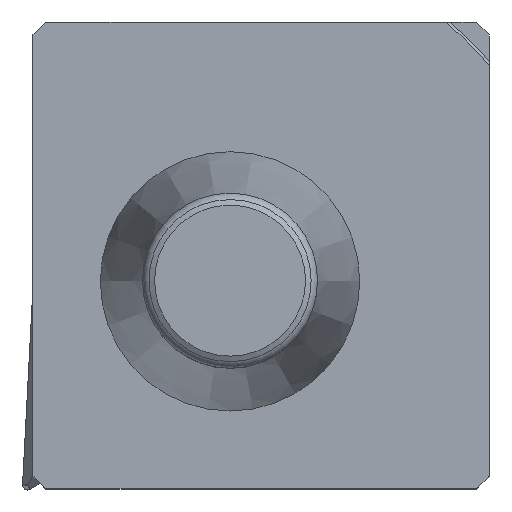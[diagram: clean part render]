
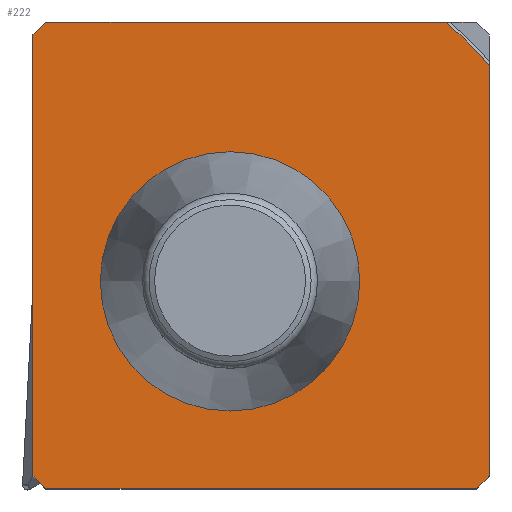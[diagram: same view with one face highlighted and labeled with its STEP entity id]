
A CAD part, top view. The second image highlights one B-rep face of the part: STEP entity #222.
In plain terms, the highlighted planar face has unit normal (0, 0, 1).
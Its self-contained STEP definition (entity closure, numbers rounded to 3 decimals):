
#97=FACE_BOUND('',#342,.T.);
#98=FACE_BOUND('',#343,.T.);
#173=CIRCLE('',#1059,13.);
#177=CIRCLE('',#1081,5.);
#222=ADVANCED_FACE('AL3_SU1',(#97,#98),#270,.T.);
#270=PLANE('',#1082);
#342=EDGE_LOOP('',(#515));
#343=EDGE_LOOP('',(#516,#517,#518,#519,#520,#521,#522,#523));
#515=ORIENTED_EDGE('',*,*,#776,.F.);
#516=ORIENTED_EDGE('',*,*,#750,.T.);
#517=ORIENTED_EDGE('',*,*,#774,.T.);
#518=ORIENTED_EDGE('',*,*,#771,.F.);
#519=ORIENTED_EDGE('',*,*,#775,.T.);
#520=ORIENTED_EDGE('',*,*,#761,.F.);
#521=ORIENTED_EDGE('',*,*,#770,.T.);
#522=ORIENTED_EDGE('',*,*,#736,.T.);
#523=ORIENTED_EDGE('',*,*,#757,.T.);
#649=VERTEX_POINT('',#1489);
#650=VERTEX_POINT('',#1491);
#661=VERTEX_POINT('',#1517);
#662=VERTEX_POINT('',#1519);
#666=VERTEX_POINT('',#1542);
#667=VERTEX_POINT('',#1543);
#669=VERTEX_POINT('',#1563);
#670=VERTEX_POINT('',#1564);
#671=VERTEX_POINT('',#1573);
#736=EDGE_CURVE('',#650,#649,#849,.T.);
#750=EDGE_CURVE('',#662,#661,#861,.T.);
#757=EDGE_CURVE('',#649,#662,#173,.T.);
#761=EDGE_CURVE('',#666,#667,#867,.T.);
#770=EDGE_CURVE('',#666,#650,#870,.T.);
#771=EDGE_CURVE('',#669,#670,#871,.T.);
#774=EDGE_CURVE('',#661,#670,#874,.T.);
#775=EDGE_CURVE('',#669,#667,#875,.T.);
#776=EDGE_CURVE('',#671,#671,#177,.T.);
#849=LINE('',#1490,#927);
#861=LINE('',#1518,#939);
#867=LINE('',#1541,#945);
#870=LINE('',#1560,#948);
#871=LINE('',#1562,#949);
#874=LINE('',#1568,#952);
#875=LINE('',#1570,#953);
#927=VECTOR('',#1189,1.);
#939=VECTOR('',#1209,1.);
#945=VECTOR('',#1233,1.);
#948=VECTOR('',#1262,1.);
#949=VECTOR('',#1265,1.);
#952=VECTOR('',#1270,1.);
#953=VECTOR('',#1273,1.);
#1059=AXIS2_PLACEMENT_3D('',#1533,#1221,#1222);
#1081=AXIS2_PLACEMENT_3D('',#1572,#1276,#1277);
#1082=AXIS2_PLACEMENT_3D('',#1574,#1278,#1279);
#1189=DIRECTION('',(0.,1.,0.));
#1209=DIRECTION('',(-1.,0.,0.));
#1221=DIRECTION('',(0.,0.,1.));
#1222=DIRECTION('',(0.,-1.,0.));
#1233=DIRECTION('',(-1.,0.,0.));
#1262=DIRECTION('',(0.707,0.707,0.));
#1265=DIRECTION('',(0.,1.,0.));
#1270=DIRECTION('',(-0.707,-0.707,0.));
#1273=DIRECTION('',(0.707,-0.707,0.));
#1276=DIRECTION('',(0.,0.,1.));
#1277=DIRECTION('',(-1.,0.,0.));
#1278=DIRECTION('',(0.,0.,1.));
#1279=DIRECTION('',(-1.,0.,0.));
#1489=CARTESIAN_POINT('',(10.,8.307,0.));
#1490=CARTESIAN_POINT('',(10.,-10.,0.));
#1491=CARTESIAN_POINT('',(10.,-7.5,0.));
#1517=CARTESIAN_POINT('',(-7.1,10.,0.));
#1518=CARTESIAN_POINT('',(10.,10.,0.));
#1519=CARTESIAN_POINT('',(8.307,10.,0.));
#1533=CARTESIAN_POINT('',(0.,0.,0.));
#1541=CARTESIAN_POINT('',(0.,-8.,0.));
#1542=CARTESIAN_POINT('',(9.5,-8.,0.));
#1543=CARTESIAN_POINT('',(-7.1,-8.,0.));
#1560=CARTESIAN_POINT('',(9.5,-8.,0.));
#1562=CARTESIAN_POINT('',(-7.6,15.,0.));
#1563=CARTESIAN_POINT('',(-7.6,-7.5,0.));
#1564=CARTESIAN_POINT('',(-7.6,9.5,0.));
#1568=CARTESIAN_POINT('',(-7.1,10.,0.));
#1570=CARTESIAN_POINT('',(-7.6,-7.5,0.));
#1572=CARTESIAN_POINT('',(0.,0.,0.));
#1573=CARTESIAN_POINT('',(-5.,0.,0.));
#1574=CARTESIAN_POINT('',(1.2,1.,0.));
